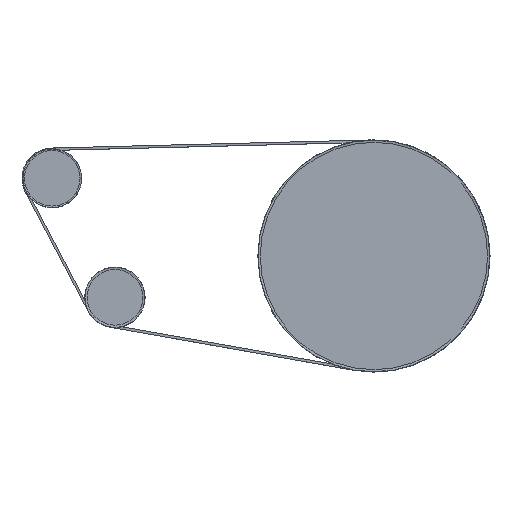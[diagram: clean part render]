
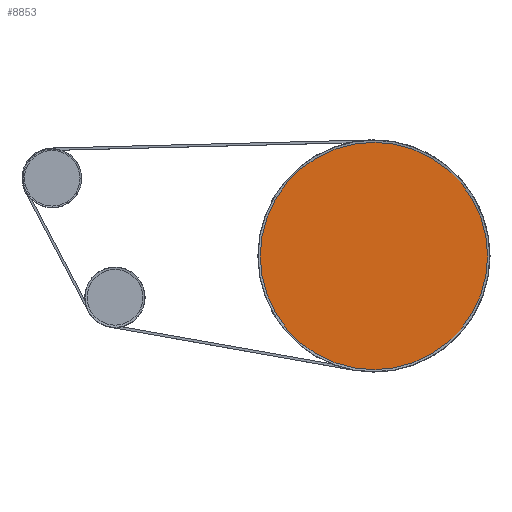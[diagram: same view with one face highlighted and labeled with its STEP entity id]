
A CAD part, top view. The second image highlights one B-rep face of the part: STEP entity #8853.
In plain terms, the highlighted planar face has unit normal (0, 0, 1).
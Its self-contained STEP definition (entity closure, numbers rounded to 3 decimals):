
#8825=CARTESIAN_POINT('',(0.,-96.335,11.27));
#8826=VERTEX_POINT('',#8825);
#8827=CARTESIAN_POINT('',(0.,0.,11.27));
#8828=DIRECTION('',(0.,-1.,0.));
#8829=DIRECTION('',(0.,0.,-1.));
#8830=AXIS2_PLACEMENT_3D('',#8827,#8829,#8828);
#8831=CIRCLE('',#8830,96.335);
#8832=EDGE_CURVE('',#8826,#8826,#8831,.T.);
#8845=CARTESIAN_POINT('',(0.,0.,11.27));
#8846=DIRECTION('',(1.,0.,0.));
#8847=DIRECTION('',(0.,0.,1.));
#8848=AXIS2_PLACEMENT_3D('',#8845,#8847,#8846);
#8849=PLANE('',#8848);
#8850=ORIENTED_EDGE('',*,*,#8832,.F.);
#8851=EDGE_LOOP('',(#8850));
#8852=FACE_OUTER_BOUND('',#8851,.T.);
#8853=ADVANCED_FACE('F53',(#8852),#8849,.T.);
